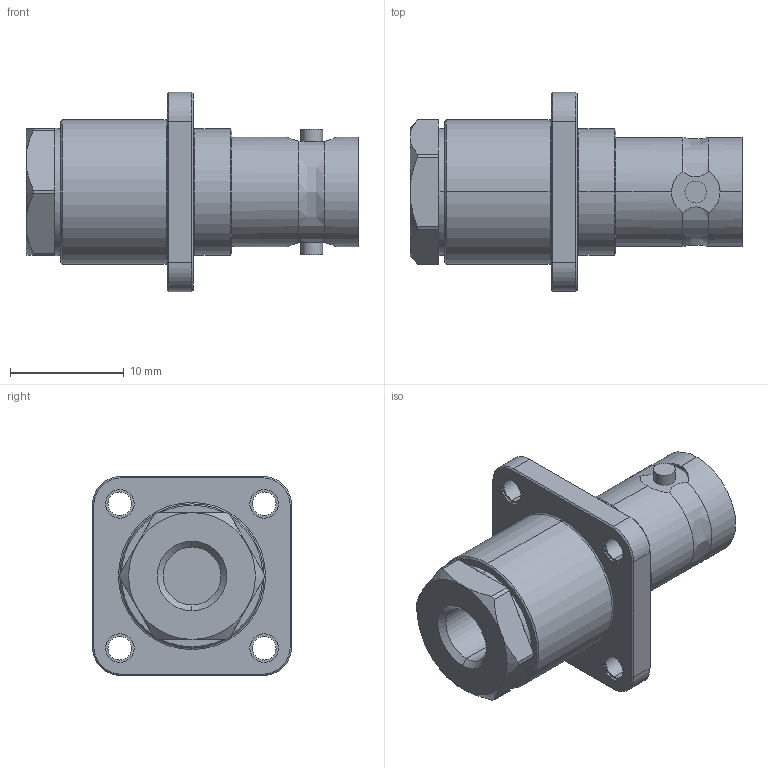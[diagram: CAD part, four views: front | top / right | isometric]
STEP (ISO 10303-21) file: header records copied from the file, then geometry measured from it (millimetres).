
FILE_DESCRIPTION (( 'STEP AP203' ), '1' );
FILE_NAME ('PE4056.step', '2018-08-10T14:52:20', ( '' ), ( '' ), 'SwSTEP 2.0', 'SolidWorks 2017', '' );
FILE_SCHEMA (( 'CONFIG_CONTROL_DESIGN' ));
Length unit declared in the file: inch
Products named in the file (1): PE4056
Bounding box: 29.21 x 17.53 x 17.53 mm (x, y, z)
Volume: 2728.7 mm3; surface area: 2220.9 mm2
Topology: 1 solids, 1 shells, 166 faces, 388 edges, 242 vertices
Faces by surface type: plane 68, cylinder 64, cone 26, torus 6, bspline 2
Entity records: 5013 total; most frequent: CARTESIAN_POINT 1027, DIRECTION 874, ORIENTED_EDGE 776, EDGE_CURVE 388, AXIS2_PLACEMENT_3D 353, VERTEX_POINT 242, EDGE_LOOP 192, CIRCLE 188
